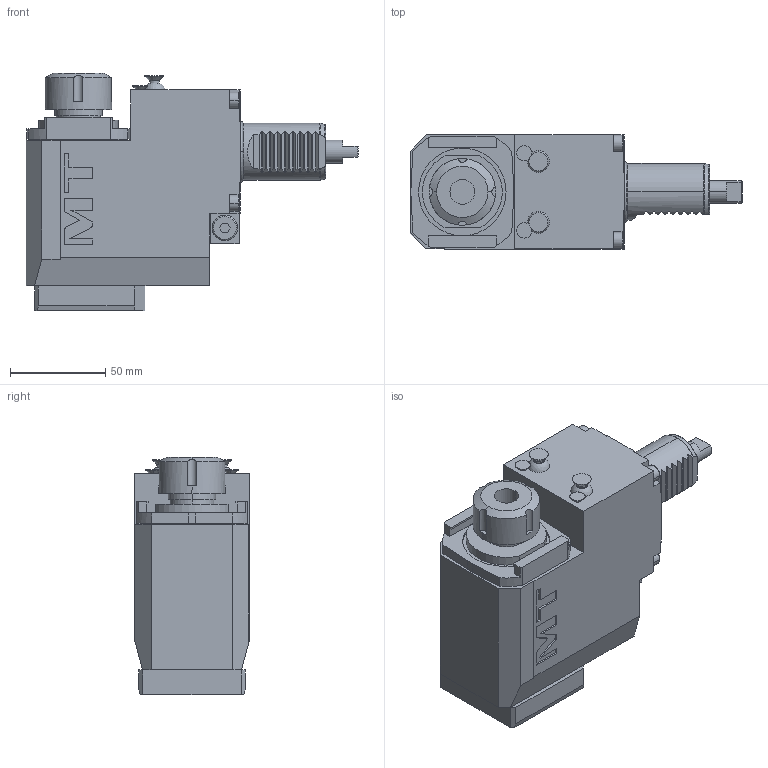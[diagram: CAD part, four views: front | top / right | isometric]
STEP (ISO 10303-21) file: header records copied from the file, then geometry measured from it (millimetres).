
FILE_DESCRIPTION((''),'2;1');
FILE_NAME('DUP0101220_CONF','2023-09-25T16:11:37',('alessandro'),('M.T. srl'),'CREO PARAMETRIC BY PTC INC, 2021072','CREO PARAMETRIC BY PTC INC, 2021072','');
FILE_SCHEMA(('CONFIG_CONTROL_DESIGN'));
Length unit declared in the file: millimetre
Products named in the file (1): DUP0101220_CONF
Bounding box: 174.5 x 60 x 124.66 mm (x, y, z)
Volume: 680699.2 mm3; surface area: 66972.9 mm2
Topology: 1 solids, 1 shells, 336 faces, 859 edges, 554 vertices
Faces by surface type: plane 199, cylinder 86, cone 31, torus 14, extrusion 4, sphere 2
Entity records: 10713 total; most frequent: CARTESIAN_POINT 2497, ORIENTED_EDGE 1702, DIRECTION 1672, EDGE_CURVE 851, AXIS2_PLACEMENT_3D 566, VERTEX_POINT 554, VECTOR 540, LINE 536
